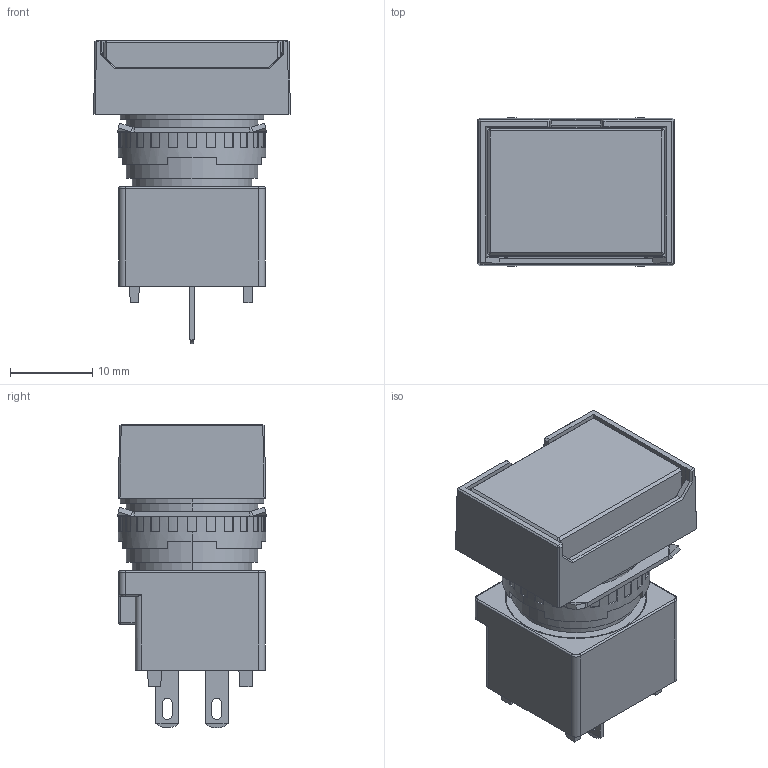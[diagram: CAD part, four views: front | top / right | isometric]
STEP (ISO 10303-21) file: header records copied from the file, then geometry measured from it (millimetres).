
FILE_DESCRIPTION (( 'STEP AP214' ), '1' );
FILE_NAME ('15_LB4P-1T0[1][3][4]$.STEP', '2020-09-25T00:06:43', ( 'IDEC' ), ( 'IDEC' ), 'SwSTEP 2.0', 'SolidWorks 2019', '' );
FILE_SCHEMA (( 'AUTOMOTIVE_DESIGN' ));
Length unit declared in the file: millimetre
Products named in the file (5): LB-OPERATOR-H; 15_LB4P-1T0[1][3][4]$; LB-T00; LB-BODY-G; LB-NUT-SET
Assembly tree (4 placements, depth 2):
  15_LB4P-1T0[1][3][4]$
    LB-BODY-G
    LB-OPERATOR-H
    LB-T00
    LB-NUT-SET
Bounding box: 23.9 x 18.07 x 36.9 mm (x, y, z)
Volume: 8145.9 mm3; surface area: 6095.8 mm2
Topology: 4 solids, 4 shells, 388 faces, 1002 edges, 628 vertices
Faces by surface type: plane 259, cylinder 107, bspline 20, cone 2
Entity records: 13491 total; most frequent: CARTESIAN_POINT 2560, ORIENTED_EDGE 1992, DIRECTION 1930, EDGE_CURVE 996, VECTOR 690, LINE 690, VERTEX_POINT 628, AXIS2_PLACEMENT_3D 620
